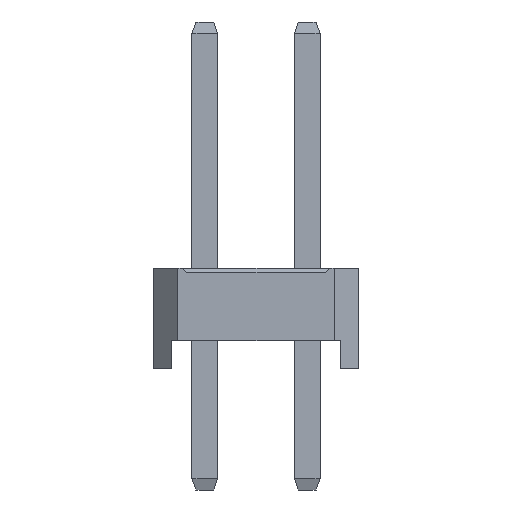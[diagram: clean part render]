
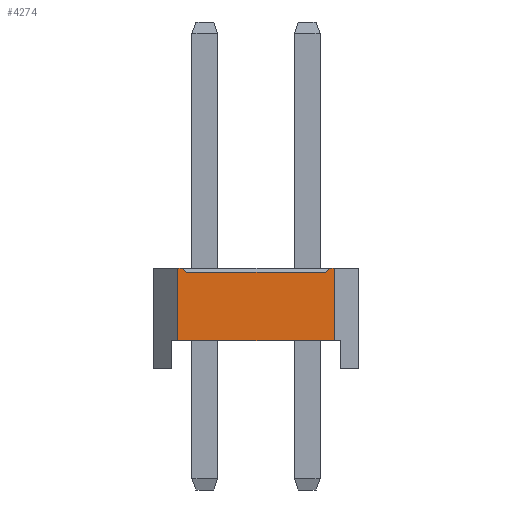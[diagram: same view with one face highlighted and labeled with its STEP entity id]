
A CAD part, left-side view. The second image highlights one B-rep face of the part: STEP entity #4274.
In plain terms, the highlighted planar face has unit normal (-1, 0, 0).
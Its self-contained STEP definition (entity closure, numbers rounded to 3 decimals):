
#4274=ADVANCED_FACE('',(#17467),#17469,.T.);
#17467=FACE_BOUND('',#17468,.T.);
#17468=EDGE_LOOP('',(#27783,#27784,#27785,#27786,#27787,#27788,#27789,#27790));
#17469=PLANE('',#17470);
#17470=AXIS2_PLACEMENT_3D('',#17471,#17472,#17473);
#17471=CARTESIAN_POINT('',(-1.27,3.21,0.));
#17472=DIRECTION('',(-1.,0.,0.));
#17473=DIRECTION('',(0.,-1.,0.));
#27783=ORIENTED_EDGE('',*,*,#34204,.F.);
#27784=ORIENTED_EDGE('',*,*,#34205,.T.);
#27785=ORIENTED_EDGE('',*,*,#34206,.F.);
#27786=ORIENTED_EDGE('',*,*,#32813,.F.);
#27787=ORIENTED_EDGE('',*,*,#34207,.F.);
#27788=ORIENTED_EDGE('',*,*,#32302,.T.);
#27789=ORIENTED_EDGE('',*,*,#34203,.T.);
#27790=ORIENTED_EDGE('',*,*,#32817,.F.);
#32302=EDGE_CURVE('',#35984,#35982,#35985,.T.);
#32813=EDGE_CURVE('',#37004,#37006,#37007,.T.);
#32817=EDGE_CURVE('',#37012,#37014,#37015,.T.);
#34203=EDGE_CURVE('',#35982,#37014,#39317,.T.);
#34204=EDGE_CURVE('',#39318,#37012,#39319,.F.);
#34205=EDGE_CURVE('',#39318,#39320,#39321,.T.);
#34206=EDGE_CURVE('',#37006,#39320,#39322,.F.);
#34207=EDGE_CURVE('',#35984,#37004,#39323,.T.);
#35982=VERTEX_POINT('',#41956);
#35984=VERTEX_POINT('',#41960);
#35985=LINE('',#41961,#41962);
#37004=VERTEX_POINT('',#44000);
#37006=VERTEX_POINT('',#44004);
#37007=LINE('',#44005,#44006);
#37012=VERTEX_POINT('',#44016);
#37014=VERTEX_POINT('',#44020);
#37015=LINE('',#44021,#44022);
#39317=LINE('',#49095,#49096);
#39318=VERTEX_POINT('',#49098);
#39319=LINE('',#49099,#49100);
#39320=VERTEX_POINT('',#49102);
#39321=LINE('',#49103,#49104);
#39322=LINE('',#49106,#49107);
#39323=LINE('',#49109,#49110);
#41956=CARTESIAN_POINT('',(-1.27,-0.67,0.7));
#41960=CARTESIAN_POINT('',(-1.27,3.21,0.7));
#41961=CARTESIAN_POINT('',(-1.27,3.21,0.7));
#41962=VECTOR('',#41963,1.);
#41963=DIRECTION('',(0.,-1.,0.));
#44000=CARTESIAN_POINT('',(-1.27,3.21,2.5));
#44004=CARTESIAN_POINT('',(-1.27,3.09,2.5));
#44005=CARTESIAN_POINT('',(-1.27,3.21,2.5));
#44006=VECTOR('',#44007,1.);
#44007=DIRECTION('',(0.,-1.,0.));
#44016=CARTESIAN_POINT('',(-1.27,-0.55,2.5));
#44020=CARTESIAN_POINT('',(-1.27,-0.67,2.5));
#44021=CARTESIAN_POINT('',(-1.27,-0.55,2.5));
#44022=VECTOR('',#44023,1.);
#44023=DIRECTION('',(0.,-1.,0.));
#49095=CARTESIAN_POINT('',(-1.27,-0.67,0.7));
#49096=VECTOR('',#49097,1.);
#49097=DIRECTION('',(0.,0.,1.));
#49098=CARTESIAN_POINT('',(-1.27,-0.45,2.4));
#49099=CARTESIAN_POINT('',(-1.27,-0.55,2.5));
#49100=VECTOR('',#49101,1.);
#49101=DIRECTION('',(0.,0.707,-0.707));
#49102=CARTESIAN_POINT('',(-1.27,2.99,2.4));
#49103=CARTESIAN_POINT('',(-1.27,-0.45,2.4));
#49104=VECTOR('',#49105,1.);
#49105=DIRECTION('',(0.,1.,0.));
#49106=CARTESIAN_POINT('',(-1.27,2.99,2.4));
#49107=VECTOR('',#49108,1.);
#49108=DIRECTION('',(0.,0.707,0.707));
#49109=CARTESIAN_POINT('',(-1.27,3.21,0.7));
#49110=VECTOR('',#49111,1.);
#49111=DIRECTION('',(0.,0.,1.));
